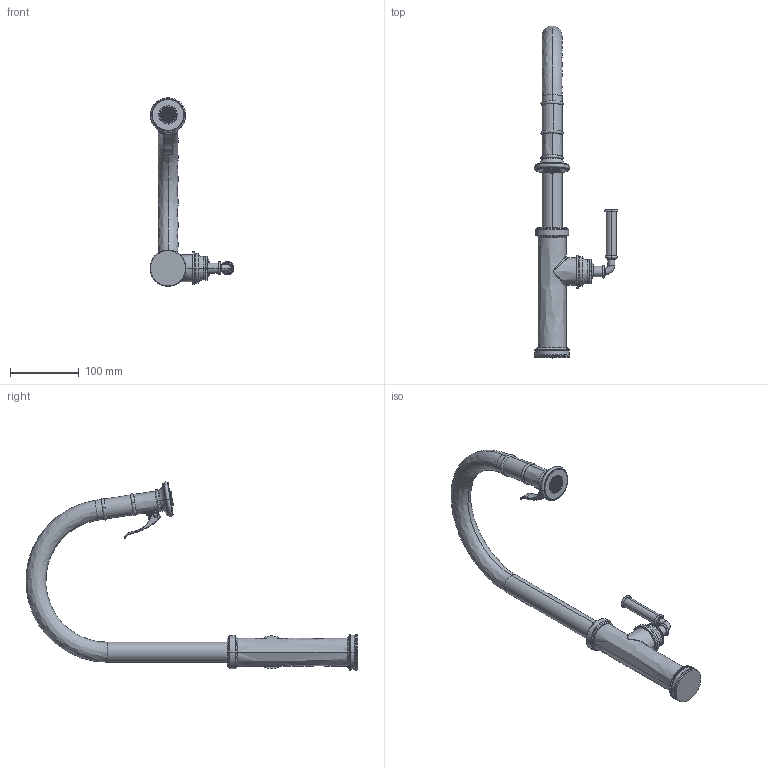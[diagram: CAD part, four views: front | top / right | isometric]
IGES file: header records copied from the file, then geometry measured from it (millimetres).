
Start section:  PTC IGES file: 2940-5173.igs
Global section: file name: 2940-5173.igs; native system: Creo Parametric by PTC Inc.; preprocessor: 2023134; author: nehatek; organization: Unknown; date: 20250110.184426; units: inch
Bounding box: 121.56 x 481.65 x 273.33 mm (x, y, z)
Surface area: 103860.4 mm2 (no closed solid volume)
Topology: 0 solids, 0 shells, 2978 faces, 16164 edges, 16150 vertices
Faces by surface type: bspline 1804, revolution 1174
